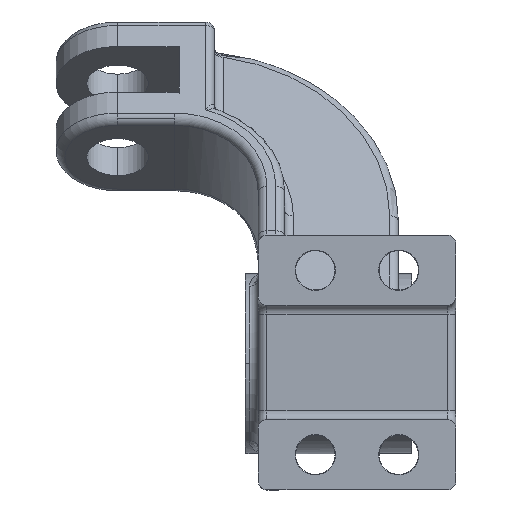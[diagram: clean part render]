
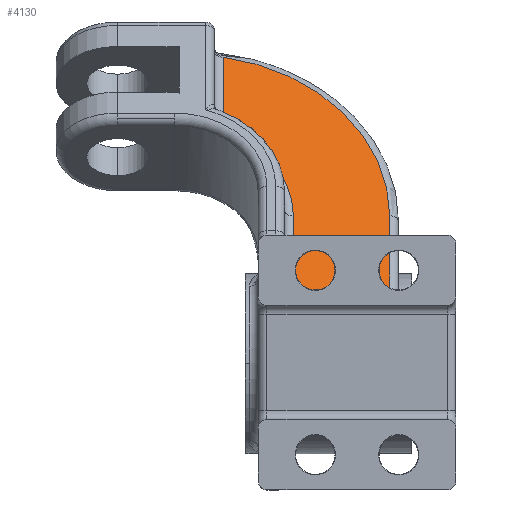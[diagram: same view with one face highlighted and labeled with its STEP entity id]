
A CAD part, top view. The second image highlights one B-rep face of the part: STEP entity #4130.
In plain terms, the highlighted planar face has unit normal (0, 0.602, 0.799).
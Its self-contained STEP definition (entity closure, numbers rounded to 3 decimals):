
#143 = VERTEX_POINT ( 'NONE', #3061 ) ;
#156 = VECTOR ( 'NONE', #6327, 1000. ) ;
#249 = PLANE ( 'NONE',  #4529 ) ;
#252 = DIRECTION ( 'NONE',  ( 0., 0.602, 0.799 ) ) ;
#260 = CARTESIAN_POINT ( 'NONE',  ( 26.736, 3.785, -32.096 ) ) ;
#262 = ORIENTED_EDGE ( 'NONE', *, *, #2205, .T. ) ;
#292 = AXIS2_PLACEMENT_3D ( 'NONE', #4175, #6693, #7423 ) ;
#346 = CARTESIAN_POINT ( 'NONE',  ( -11., 53.163, -69.305 ) ) ;
#466 = AXIS2_PLACEMENT_3D ( 'NONE', #4987, #252, #5617 ) ;
#473 = VERTEX_POINT ( 'NONE', #2906 ) ;
#481 = LINE ( 'NONE', #2834, #156 ) ;
#711 = VECTOR ( 'NONE', #5204, 1000. ) ;
#826 = CARTESIAN_POINT ( 'NONE',  ( -22., 33.471, -54.466 ) ) ;
#847 = EDGE_CURVE ( 'NONE', #5172, #3030, #6288, .T. ) ;
#1612 = EDGE_LOOP ( 'NONE', ( #8239, #6891, #8373, #5556, #262, #7386, #2301 ) ) ;
#1879 = CARTESIAN_POINT ( 'NONE',  ( 5., 33.471, -54.466 ) ) ;
#2205 = EDGE_CURVE ( 'NONE', #3274, #5172, #8134, .T. ) ;
#2301 = ORIENTED_EDGE ( 'NONE', *, *, #4609, .T. ) ;
#2769 = EDGE_CURVE ( 'NONE', #6690, #143, #481, .T. ) ;
#2834 = CARTESIAN_POINT ( 'NONE',  ( -22., 3.796, -32.104 ) ) ;
#2906 = CARTESIAN_POINT ( 'NONE',  ( 26.932, 33.471, -54.466 ) ) ;
#3011 = DIRECTION ( 'NONE',  ( 0., -0.799, 0.602 ) ) ;
#3030 = VERTEX_POINT ( 'NONE', #4954 ) ;
#3061 = CARTESIAN_POINT ( 'NONE',  ( 26.343, 3.796, -32.104 ) ) ;
#3274 = VERTEX_POINT ( 'NONE', #6603 ) ;
#3628 = VERTEX_POINT ( 'NONE', #5827 ) ;
#3646 = CARTESIAN_POINT ( 'NONE',  ( 26.343, 3.796, -32.104 ) ) ;
#4130 = ADVANCED_FACE ( 'NONE', ( #8009 ), #249, .F. ) ;
#4167 = CARTESIAN_POINT ( 'NONE',  ( -11., 33.471, -54.466 ) ) ;
#4175 = CARTESIAN_POINT ( 'NONE',  ( -22., 33.471, -54.466 ) ) ;
#4261 = CARTESIAN_POINT ( 'NONE',  ( 26.932, 3.762, -32.079 ) ) ;
#4420 = CIRCLE ( 'NONE', #466, 46. ) ;
#4427 = CARTESIAN_POINT ( 'NONE',  ( 26.932, 33.471, -54.466 ) ) ;
#4524 = LINE ( 'NONE', #1879, #711 ) ;
#4529 = AXIS2_PLACEMENT_3D ( 'NONE', #826, #7490, #7321 ) ;
#4576 =( BOUNDED_CURVE ( )  B_SPLINE_CURVE ( 3, ( #3646, #6816, #260, #4261 ),
 .UNSPECIFIED., .F., .T. ) 
 B_SPLINE_CURVE_WITH_KNOTS ( ( 4, 4 ),
 ( 3.265, 3.382 ),
 .UNSPECIFIED. ) 
 CURVE ( )  GEOMETRIC_REPRESENTATION_ITEM ( )  RATIONAL_B_SPLINE_CURVE ( ( 1., 0.999, 0.999, 1. ) ) 
 REPRESENTATION_ITEM ( '' )  );
#4609 = EDGE_CURVE ( 'NONE', #3030, #6690, #4524, .T. ) ;
#4954 = CARTESIAN_POINT ( 'NONE',  ( 5., 33.471, -54.466 ) ) ;
#4976 = EDGE_CURVE ( 'NONE', #143, #3628, #4576, .T. ) ;
#4987 = CARTESIAN_POINT ( 'NONE',  ( -19.068, 33.471, -54.466 ) ) ;
#5172 = VERTEX_POINT ( 'NONE', #346 ) ;
#5204 = DIRECTION ( 'NONE',  ( 0., -0.799, 0.602 ) ) ;
#5556 = ORIENTED_EDGE ( 'NONE', *, *, #6377, .T. ) ;
#5617 = DIRECTION ( 'NONE',  ( 0., 0.799, -0.602 ) ) ;
#5827 = CARTESIAN_POINT ( 'NONE',  ( 26.932, 3.762, -32.079 ) ) ;
#6288 = CIRCLE ( 'NONE', #292, 27. ) ;
#6327 = DIRECTION ( 'NONE',  ( 1., 0., 0. ) ) ;
#6377 = EDGE_CURVE ( 'NONE', #473, #3274, #4420, .T. ) ;
#6603 = CARTESIAN_POINT ( 'NONE',  ( -11., 69.639, -81.72 ) ) ;
#6606 = VECTOR ( 'NONE', #7026, 1000. ) ;
#6690 = VERTEX_POINT ( 'NONE', #7446 ) ;
#6693 = DIRECTION ( 'NONE',  ( 0., -0.602, -0.799 ) ) ;
#6816 = CARTESIAN_POINT ( 'NONE',  ( 26.539, 3.796, -32.104 ) ) ;
#6891 = ORIENTED_EDGE ( 'NONE', *, *, #4976, .T. ) ;
#7026 = DIRECTION ( 'NONE',  ( 0., 0.799, -0.602 ) ) ;
#7321 = DIRECTION ( 'NONE',  ( 0., 0.799, -0.602 ) ) ;
#7386 = ORIENTED_EDGE ( 'NONE', *, *, #847, .T. ) ;
#7423 = DIRECTION ( 'NONE',  ( 0., 0.799, -0.602 ) ) ;
#7446 = CARTESIAN_POINT ( 'NONE',  ( 5., 3.796, -32.104 ) ) ;
#7490 = DIRECTION ( 'NONE',  ( 0., -0.602, -0.799 ) ) ;
#7531 = VECTOR ( 'NONE', #3011, 1000. ) ;
#7668 = LINE ( 'NONE', #4427, #6606 ) ;
#7848 = EDGE_CURVE ( 'NONE', #3628, #473, #7668, .T. ) ;
#8009 = FACE_OUTER_BOUND ( 'NONE', #1612, .T. ) ;
#8134 = LINE ( 'NONE', #4167, #7531 ) ;
#8239 = ORIENTED_EDGE ( 'NONE', *, *, #2769, .T. ) ;
#8373 = ORIENTED_EDGE ( 'NONE', *, *, #7848, .T. ) ;
